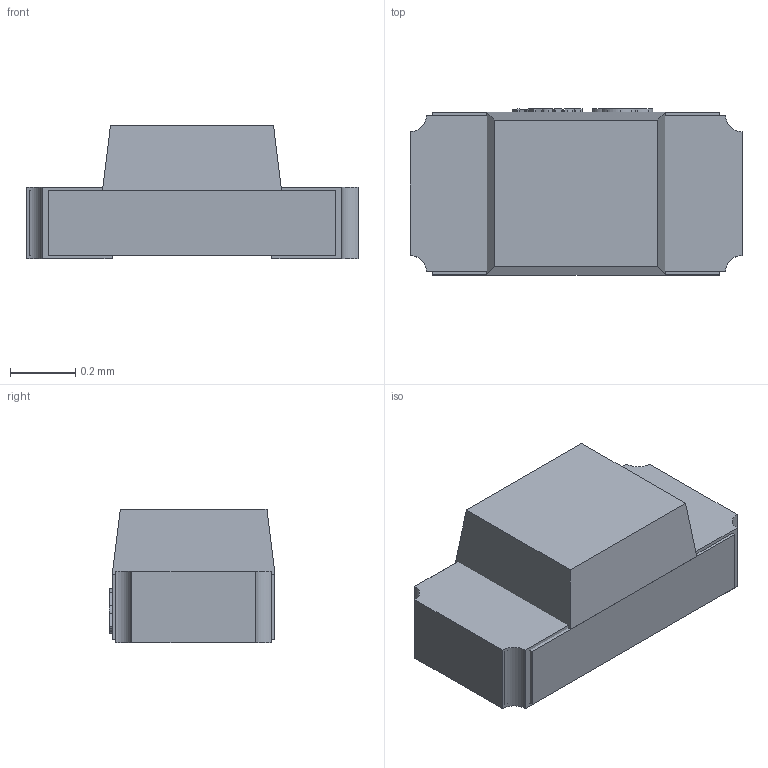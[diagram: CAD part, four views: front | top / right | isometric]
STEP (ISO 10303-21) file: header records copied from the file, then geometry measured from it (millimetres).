
FILE_DESCRIPTION (( 'STEP AP214' ), '1' );
FILE_NAME ('LED0402_L1.0-W0.5-H0.4.step', '2022-07-08T13:28:50', ( '' ), ( '' ), 'SwSTEP 2.0', 'SolidWorks 2020', '' );
FILE_SCHEMA (( 'AUTOMOTIVE_DESIGN' ));
Length unit declared in the file: millimetre
Products named in the file (1): LED0402_L1.0-W0.5-H0.4
Bounding box: 1.02 x 0.51 x 0.41 mm (x, y, z)
Volume: 0.2 mm3; surface area: 3.1 mm2
Topology: 3 solids, 3 shells, 315 faces, 849 edges, 566 vertices
Faces by surface type: plane 195, bspline 112, cylinder 8
Entity records: 14464 total; most frequent: CARTESIAN_POINT 3835, ORIENTED_EDGE 1698, DIRECTION 1045, EDGE_CURVE 849, VECTOR 605, LINE 605, VERTEX_POINT 566, EDGE_LOOP 341
